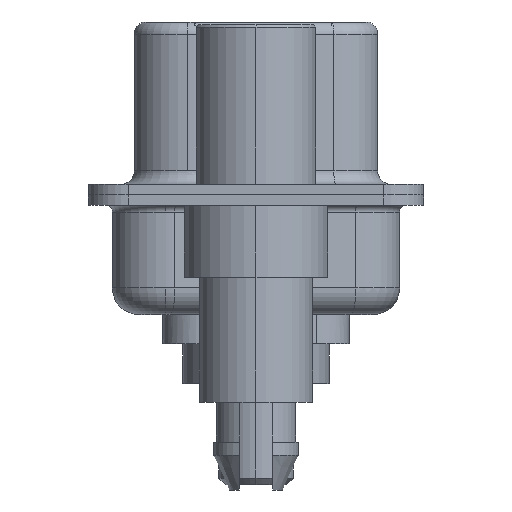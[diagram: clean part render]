
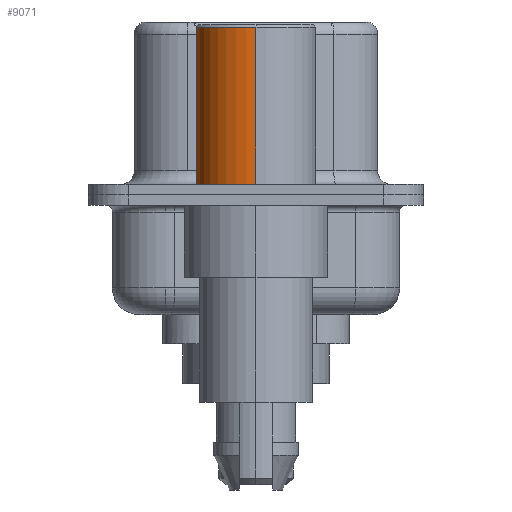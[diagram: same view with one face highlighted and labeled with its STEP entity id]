
A CAD part, left-side view. The second image highlights one B-rep face of the part: STEP entity #9071.
In plain terms, the highlighted cylindrical face has radius 2.25 mm (diameter 4.5 mm), a partial arc.
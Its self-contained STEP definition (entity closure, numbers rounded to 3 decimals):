
#174 = CARTESIAN_POINT ( 'NONE',  ( 2.25, 0., 0.581 ) ) ;
#1018 = EDGE_CURVE ( 'NONE', #15070, #8988, #18664, .T. ) ;
#1471 = DIRECTION ( 'NONE',  ( 0., 0., 1. ) ) ;
#1848 = VECTOR ( 'NONE', #4713, 1000. ) ;
#1864 = DIRECTION ( 'NONE',  ( 0., 0., 1. ) ) ;
#1888 = DIRECTION ( 'NONE',  ( 0., 0., 1. ) ) ;
#3525 = CARTESIAN_POINT ( 'NONE',  ( -2.25, 0., 6.3 ) ) ;
#4144 = VECTOR ( 'NONE', #1888, 1000. ) ;
#4222 = ORIENTED_EDGE ( 'NONE', *, *, #1018, .F. ) ;
#4713 = DIRECTION ( 'NONE',  ( 0., 0., 1. ) ) ;
#4886 = CARTESIAN_POINT ( 'NONE',  ( -2.25, 0., 0.581 ) ) ;
#5306 = CIRCLE ( 'NONE', #8344, 2.25 ) ;
#5695 = EDGE_CURVE ( 'NONE', #8988, #16424, #16910, .T. ) ;
#5996 = CARTESIAN_POINT ( 'NONE',  ( 2.25, 0., 6.3 ) ) ;
#6823 = ORIENTED_EDGE ( 'NONE', *, *, #5695, .F. ) ;
#7152 = CYLINDRICAL_SURFACE ( 'NONE', #14797, 2.25 ) ;
#7175 = CARTESIAN_POINT ( 'NONE',  ( 0., 0., 0.581 ) ) ;
#8344 = AXIS2_PLACEMENT_3D ( 'NONE', #10535, #1471, #18270 ) ;
#8604 = FACE_OUTER_BOUND ( 'NONE', #11021, .T. ) ;
#8661 = DIRECTION ( 'NONE',  ( 1., 0., 0. ) ) ;
#8988 = VERTEX_POINT ( 'NONE', #5996 ) ;
#9071 = ADVANCED_FACE ( 'NONE', ( #8604 ), #7152, .T. ) ;
#9172 = AXIS2_PLACEMENT_3D ( 'NONE', #14558, #1864, #9642 ) ;
#9642 = DIRECTION ( 'NONE',  ( 1., 0., 0. ) ) ;
#10216 = ORIENTED_EDGE ( 'NONE', *, *, #15997, .T. ) ;
#10535 = CARTESIAN_POINT ( 'NONE',  ( 0., 0., 0.4 ) ) ;
#11021 = EDGE_LOOP ( 'NONE', ( #12700, #10216, #6823, #4222 ) ) ;
#12282 = CARTESIAN_POINT ( 'NONE',  ( -2.25, 0., 0.4 ) ) ;
#12700 = ORIENTED_EDGE ( 'NONE', *, *, #16354, .T. ) ;
#14558 = CARTESIAN_POINT ( 'NONE',  ( 0., 0., 6.3 ) ) ;
#14630 = DIRECTION ( 'NONE',  ( 0., 0., 1. ) ) ;
#14797 = AXIS2_PLACEMENT_3D ( 'NONE', #7175, #14630, #8661 ) ;
#15070 = VERTEX_POINT ( 'NONE', #16699 ) ;
#15441 = VERTEX_POINT ( 'NONE', #12282 ) ;
#15997 = EDGE_CURVE ( 'NONE', #15441, #16424, #18775, .T. ) ;
#16354 = EDGE_CURVE ( 'NONE', #15070, #15441, #5306, .T. ) ;
#16424 = VERTEX_POINT ( 'NONE', #3525 ) ;
#16699 = CARTESIAN_POINT ( 'NONE',  ( 2.25, 0., 0.4 ) ) ;
#16910 = CIRCLE ( 'NONE', #9172, 2.25 ) ;
#18270 = DIRECTION ( 'NONE',  ( 1., 0., 0. ) ) ;
#18664 = LINE ( 'NONE', #174, #1848 ) ;
#18775 = LINE ( 'NONE', #4886, #4144 ) ;
